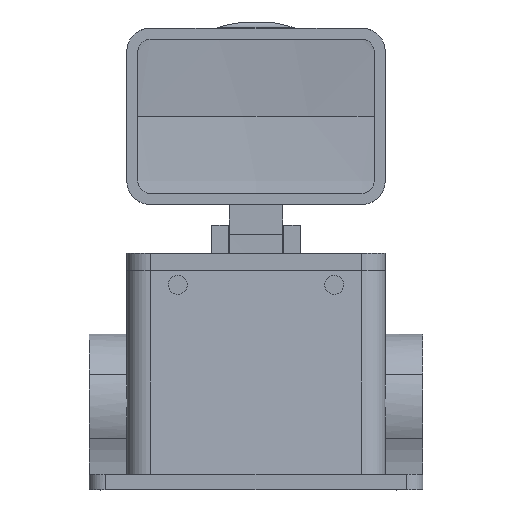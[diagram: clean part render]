
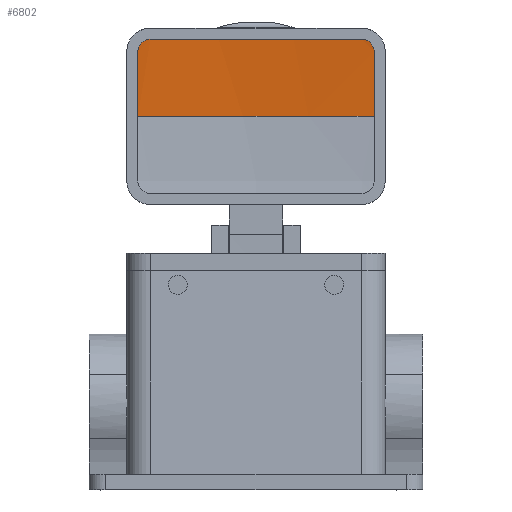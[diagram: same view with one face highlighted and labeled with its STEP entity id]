
A CAD part, left-side view. The second image highlights one B-rep face of the part: STEP entity #6802.
In plain terms, the highlighted face is a revolution surface.
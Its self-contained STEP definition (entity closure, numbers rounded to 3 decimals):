
#6348=CARTESIAN_POINT('Control Point',(83.302,41.09,143.1)) ;
#6349=CARTESIAN_POINT('Control Point',(83.398,45.853,143.1)) ;
#6350=CARTESIAN_POINT('Control Point',(83.447,50.617,143.1)) ;
#6351=CARTESIAN_POINT('Control Point',(83.447,55.383,143.1)) ;
#6352=CARTESIAN_POINT('Control Point',(83.398,60.147,143.1)) ;
#6353=CARTESIAN_POINT('Control Point',(83.302,64.91,143.1)) ;
#6354=CARTESIAN_POINT('Vertex',(83.302,41.09,143.1)) ;
#6356=CARTESIAN_POINT('Vertex',(83.302,64.91,143.1)) ;
#6360=CARTESIAN_POINT('Control Point',(82.467,19.5,143.1)) ;
#6361=CARTESIAN_POINT('Control Point',(82.714,23.814,143.1)) ;
#6362=CARTESIAN_POINT('Control Point',(82.92,28.131,143.1)) ;
#6363=CARTESIAN_POINT('Control Point',(83.087,32.45,143.1)) ;
#6364=CARTESIAN_POINT('Control Point',(83.214,36.77,143.1)) ;
#6365=CARTESIAN_POINT('Control Point',(83.302,41.09,143.1)) ;
#6366=CARTESIAN_POINT('Vertex',(82.467,19.5,143.1)) ;
#6378=CARTESIAN_POINT('Vertex',(82.467,86.5,143.1)) ;
#6382=CARTESIAN_POINT('Control Point',(83.302,64.91,143.1)) ;
#6383=CARTESIAN_POINT('Control Point',(83.214,69.23,143.1)) ;
#6384=CARTESIAN_POINT('Control Point',(83.087,73.55,143.1)) ;
#6385=CARTESIAN_POINT('Control Point',(82.92,77.869,143.1)) ;
#6386=CARTESIAN_POINT('Control Point',(82.714,82.186,143.1)) ;
#6387=CARTESIAN_POINT('Control Point',(82.467,86.5,143.1)) ;
#6406=CARTESIAN_POINT('Control Point',(82.467,19.5,143.1)) ;
#6407=CARTESIAN_POINT('Control Point',(82.422,18.715,143.1)) ;
#6408=CARTESIAN_POINT('Control Point',(82.412,17.927,142.894)) ;
#6409=CARTESIAN_POINT('Control Point',(82.439,17.226,142.483)) ;
#6410=CARTESIAN_POINT('Control Point',(82.496,16.672,141.928)) ;
#6411=CARTESIAN_POINT('Vertex',(82.496,16.672,141.928)) ;
#6432=CARTESIAN_POINT('Control Point',(82.496,16.672,141.928)) ;
#6433=CARTESIAN_POINT('Control Point',(82.553,16.114,141.371)) ;
#6434=CARTESIAN_POINT('Control Point',(82.639,15.705,140.668)) ;
#6435=CARTESIAN_POINT('Control Point',(82.744,15.5,139.883)) ;
#6436=CARTESIAN_POINT('Control Point',(82.857,15.5,139.1)) ;
#6437=CARTESIAN_POINT('Vertex',(82.857,15.5,139.1)) ;
#6465=CARTESIAN_POINT('Control Point',(82.857,15.5,139.1)) ;
#6466=CARTESIAN_POINT('Control Point',(83.441,15.5,135.028)) ;
#6467=CARTESIAN_POINT('Control Point',(83.88,15.5,130.935)) ;
#6468=CARTESIAN_POINT('Control Point',(84.173,15.5,126.828)) ;
#6469=CARTESIAN_POINT('Control Point',(84.32,15.5,122.714)) ;
#6470=CARTESIAN_POINT('Control Point',(84.32,15.5,118.6)) ;
#6471=CARTESIAN_POINT('Vertex',(84.32,15.5,118.6)) ;
#6633=CARTESIAN_POINT('Vertex',(84.32,90.5,118.6)) ;
#6637=CARTESIAN_POINT('Control Point',(84.32,90.5,118.6)) ;
#6638=CARTESIAN_POINT('Control Point',(84.32,90.5,122.714)) ;
#6639=CARTESIAN_POINT('Control Point',(84.173,90.5,126.828)) ;
#6640=CARTESIAN_POINT('Control Point',(83.88,90.5,130.935)) ;
#6641=CARTESIAN_POINT('Control Point',(83.441,90.5,135.028)) ;
#6642=CARTESIAN_POINT('Control Point',(82.857,90.5,139.1)) ;
#6643=CARTESIAN_POINT('Vertex',(82.857,90.5,139.1)) ;
#6665=CARTESIAN_POINT('Control Point',(82.857,90.5,139.1)) ;
#6666=CARTESIAN_POINT('Control Point',(82.744,90.5,139.883)) ;
#6667=CARTESIAN_POINT('Control Point',(82.639,90.295,140.668)) ;
#6668=CARTESIAN_POINT('Control Point',(82.553,89.886,141.371)) ;
#6669=CARTESIAN_POINT('Control Point',(82.496,89.328,141.928)) ;
#6670=CARTESIAN_POINT('Vertex',(82.496,89.328,141.928)) ;
#6691=CARTESIAN_POINT('Control Point',(82.496,89.328,141.928)) ;
#6692=CARTESIAN_POINT('Control Point',(82.439,88.774,142.483)) ;
#6693=CARTESIAN_POINT('Control Point',(82.412,88.073,142.894)) ;
#6694=CARTESIAN_POINT('Control Point',(82.422,87.285,143.1)) ;
#6695=CARTESIAN_POINT('Control Point',(82.467,86.5,143.1)) ;
#6776=CARTESIAN_POINT('Control Point',(84.313,90.617,118.6)) ;
#6777=CARTESIAN_POINT('Control Point',(85.893,65.609,118.6)) ;
#6778=CARTESIAN_POINT('Control Point',(85.895,40.502,118.6)) ;
#6779=CARTESIAN_POINT('Control Point',(84.32,15.494,118.6)) ;
#6780=CARTESIAN_POINT('Axis1P Location',(-60.,53.,118.6)) ;
#6785=CARTESIAN_POINT('Control Point',(84.32,90.5,118.6)) ;
#6786=CARTESIAN_POINT('Control Point',(85.893,65.533,118.6)) ;
#6787=CARTESIAN_POINT('Control Point',(85.893,40.467,118.6)) ;
#6788=CARTESIAN_POINT('Control Point',(84.32,15.5,118.6)) ;
#6781=DIRECTION('Axis1P Direction',(0.,1.,0.)) ;
#6782=AXIS1_PLACEMENT('Revolution Surface Axis1P',#6780,#6781) ;
#6791=ORIENTED_EDGE('',*,*,#6473,.F.) ;
#6792=ORIENTED_EDGE('',*,*,#6439,.F.) ;
#6793=ORIENTED_EDGE('',*,*,#6413,.F.) ;
#6794=ORIENTED_EDGE('',*,*,#6368,.T.) ;
#6795=ORIENTED_EDGE('',*,*,#6358,.T.) ;
#6796=ORIENTED_EDGE('',*,*,#6388,.T.) ;
#6797=ORIENTED_EDGE('',*,*,#6696,.F.) ;
#6798=ORIENTED_EDGE('',*,*,#6672,.F.) ;
#6799=ORIENTED_EDGE('',*,*,#6645,.F.) ;
#6800=ORIENTED_EDGE('',*,*,#6789,.T.) ;
#6802=ADVANCED_FACE('Housing',(#6801),#6783,.T.) ;
#6347=B_SPLINE_CURVE_WITH_KNOTS('',5,(#6348,#6349,#6350,#6351,#6352,#6353),.UNSPECIFIED.,.F.,.U.,(6,6),(0.,33.689),.UNSPECIFIED.) ;
#6359=B_SPLINE_CURVE_WITH_KNOTS('',5,(#6360,#6361,#6362,#6363,#6364,#6365),.UNSPECIFIED.,.F.,.U.,(6,6),(0.,30.557),.UNSPECIFIED.) ;
#6381=B_SPLINE_CURVE_WITH_KNOTS('',5,(#6382,#6383,#6384,#6385,#6386,#6387),.UNSPECIFIED.,.F.,.U.,(6,6),(0.,30.557),.UNSPECIFIED.) ;
#6405=B_SPLINE_CURVE_WITH_KNOTS('',4,(#6406,#6407,#6408,#6409,#6410),.UNSPECIFIED.,.F.,.U.,(5,5),(0.,4.569),.UNSPECIFIED.) ;
#6431=B_SPLINE_CURVE_WITH_KNOTS('',4,(#6432,#6433,#6434,#6435,#6436),.UNSPECIFIED.,.F.,.U.,(5,5),(0.,4.597),.UNSPECIFIED.) ;
#6464=B_SPLINE_CURVE_WITH_KNOTS('',5,(#6465,#6466,#6467,#6468,#6469,#6470),.UNSPECIFIED.,.F.,.U.,(6,6),(0.,29.123),.UNSPECIFIED.) ;
#6636=B_SPLINE_CURVE_WITH_KNOTS('',5,(#6637,#6638,#6639,#6640,#6641,#6642),.UNSPECIFIED.,.F.,.U.,(6,6),(29.123,58.245),.UNSPECIFIED.) ;
#6664=B_SPLINE_CURVE_WITH_KNOTS('',4,(#6665,#6666,#6667,#6668,#6669),.UNSPECIFIED.,.F.,.U.,(5,5),(0.,4.597),.UNSPECIFIED.) ;
#6690=B_SPLINE_CURVE_WITH_KNOTS('',4,(#6691,#6692,#6693,#6694,#6695),.UNSPECIFIED.,.F.,.U.,(5,5),(0.,4.569),.UNSPECIFIED.) ;
#6775=B_SPLINE_CURVE_WITH_KNOTS('',3,(#6776,#6777,#6778,#6779),.UNSPECIFIED.,.F.,.U.,(4,4),(904.615,979.837),.UNSPECIFIED.) ;
#6784=B_SPLINE_CURVE_WITH_KNOTS('',3,(#6785,#6786,#6787,#6788),.UNSPECIFIED.,.F.,.U.,(4,4),(904.732,979.831),.UNSPECIFIED.) ;
#6358=EDGE_CURVE('',#6355,#6357,#6347,.T.) ;
#6368=EDGE_CURVE('',#6367,#6355,#6359,.T.) ;
#6388=EDGE_CURVE('',#6357,#6379,#6381,.T.) ;
#6413=EDGE_CURVE('',#6367,#6412,#6405,.T.) ;
#6439=EDGE_CURVE('',#6412,#6438,#6431,.T.) ;
#6473=EDGE_CURVE('',#6438,#6472,#6464,.T.) ;
#6645=EDGE_CURVE('',#6634,#6644,#6636,.T.) ;
#6672=EDGE_CURVE('',#6644,#6671,#6664,.T.) ;
#6696=EDGE_CURVE('',#6671,#6379,#6690,.T.) ;
#6789=EDGE_CURVE('',#6634,#6472,#6784,.T.) ;
#6790=EDGE_LOOP('',(#6791,#6792,#6793,#6794,#6795,#6796,#6797,#6798,#6799,#6800)) ;
#6801=FACE_OUTER_BOUND('',#6790,.T.) ;
#6783=SURFACE_OF_REVOLUTION('Surface of Revolution',#6775,#6782) ;
#6355=VERTEX_POINT('',#6354) ;
#6357=VERTEX_POINT('',#6356) ;
#6367=VERTEX_POINT('',#6366) ;
#6379=VERTEX_POINT('',#6378) ;
#6412=VERTEX_POINT('',#6411) ;
#6438=VERTEX_POINT('',#6437) ;
#6472=VERTEX_POINT('',#6471) ;
#6634=VERTEX_POINT('',#6633) ;
#6644=VERTEX_POINT('',#6643) ;
#6671=VERTEX_POINT('',#6670) ;
